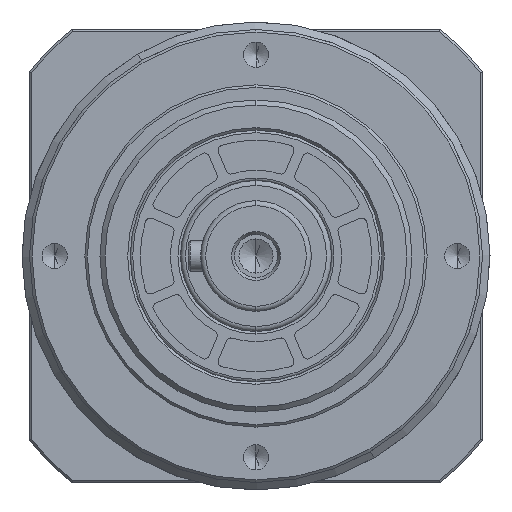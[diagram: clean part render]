
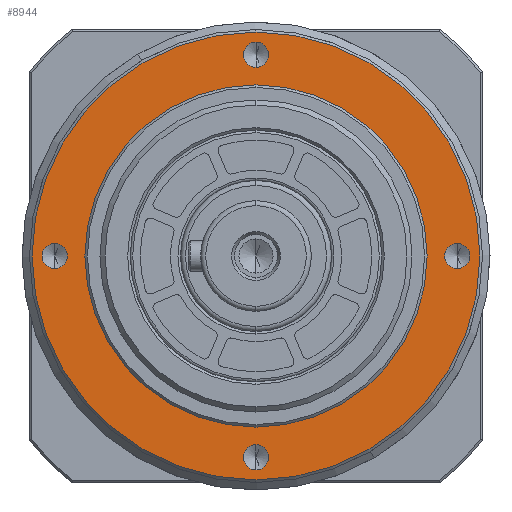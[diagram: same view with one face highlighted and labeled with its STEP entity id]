
A CAD part, left-side view. The second image highlights one B-rep face of the part: STEP entity #8944.
In plain terms, the highlighted face is planar.
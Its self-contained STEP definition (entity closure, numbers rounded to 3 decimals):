
#55 = AXIS2_PLACEMENT_3D ( 'NONE', #6666, #16414, #8082 ) ;
#715 = ORIENTED_EDGE ( 'NONE', *, *, #11039, .F. ) ;
#743 = ORIENTED_EDGE ( 'NONE', *, *, #2112, .F. ) ;
#750 = DIRECTION ( 'NONE',  ( 0., 0., -1. ) ) ;
#779 = DIRECTION ( 'NONE',  ( 0., 0., 1. ) ) ;
#807 = EDGE_CURVE ( 'NONE', #17237, #3277, #15689, .T. ) ;
#1267 = VERTEX_POINT ( 'NONE', #12891 ) ;
#1683 = CARTESIAN_POINT ( 'NONE',  ( 18., 0., -40. ) ) ;
#2112 = EDGE_CURVE ( 'NONE', #15907, #2403, #16290, .T. ) ;
#2238 = EDGE_CURVE ( 'NONE', #3277, #17237, #7591, .T. ) ;
#2403 = VERTEX_POINT ( 'NONE', #10440 ) ;
#2516 = CIRCLE ( 'NONE', #10803, 2.5 ) ;
#2572 = FACE_BOUND ( 'NONE', #14754, .T. ) ;
#2850 = DIRECTION ( 'NONE',  ( 0., 0., 1. ) ) ;
#2953 = CIRCLE ( 'NONE', #55, 2.5 ) ;
#3087 = DIRECTION ( 'NONE',  ( 0., 0., -1. ) ) ;
#3277 = VERTEX_POINT ( 'NONE', #11005 ) ;
#3376 = ORIENTED_EDGE ( 'NONE', *, *, #10508, .F. ) ;
#3497 = CARTESIAN_POINT ( 'NONE',  ( 18., 0., 40. ) ) ;
#3760 = EDGE_CURVE ( 'NONE', #16971, #10391, #12523, .T. ) ;
#3939 = CIRCLE ( 'NONE', #4275, 2.5 ) ;
#4011 = DIRECTION ( 'NONE',  ( 1., 0., 0. ) ) ;
#4041 = AXIS2_PLACEMENT_3D ( 'NONE', #12332, #4011, #13760 ) ;
#4183 = CARTESIAN_POINT ( 'NONE',  ( 18., -40., -2.5 ) ) ;
#4191 = PLANE ( 'NONE',  #17253 ) ;
#4205 = DIRECTION ( 'NONE',  ( -1., 0., 0. ) ) ;
#4275 = AXIS2_PLACEMENT_3D ( 'NONE', #3497, #13234, #4879 ) ;
#4879 = DIRECTION ( 'NONE',  ( 0., 0., -1. ) ) ;
#4882 = VERTEX_POINT ( 'NONE', #11155 ) ;
#5070 = EDGE_LOOP ( 'NONE', ( #13922, #8244 ) ) ;
#5144 = EDGE_CURVE ( 'NONE', #10391, #16971, #15089, .T. ) ;
#5268 = DIRECTION ( 'NONE',  ( 1., 0., 0. ) ) ;
#5445 = CARTESIAN_POINT ( 'NONE',  ( 18., 40., 0. ) ) ;
#5668 = AXIS2_PLACEMENT_3D ( 'NONE', #17472, #9103, #750 ) ;
#5748 = EDGE_LOOP ( 'NONE', ( #14181, #7762 ) ) ;
#5822 = FACE_BOUND ( 'NONE', #10725, .T. ) ;
#6045 = CIRCLE ( 'NONE', #11306, 34. ) ;
#6117 = EDGE_CURVE ( 'NONE', #2403, #15907, #8530, .T. ) ;
#6263 = FACE_BOUND ( 'NONE', #6687, .T. ) ;
#6542 = VERTEX_POINT ( 'NONE', #11415 ) ;
#6580 = CARTESIAN_POINT ( 'NONE',  ( 18., 0., 0. ) ) ;
#6666 = CARTESIAN_POINT ( 'NONE',  ( 18., 0., 40. ) ) ;
#6687 = EDGE_LOOP ( 'NONE', ( #743, #17194 ) ) ;
#6725 = CARTESIAN_POINT ( 'NONE',  ( 18., 0., 34. ) ) ;
#6759 = EDGE_CURVE ( 'NONE', #1267, #11835, #3939, .T. ) ;
#6858 = DIRECTION ( 'NONE',  ( 0., 0., -1. ) ) ;
#7190 = DIRECTION ( 'NONE',  ( -1., 0., 0. ) ) ;
#7296 = CARTESIAN_POINT ( 'NONE',  ( 18., 0., -40. ) ) ;
#7316 = AXIS2_PLACEMENT_3D ( 'NONE', #13610, #5268, #15000 ) ;
#7428 = ORIENTED_EDGE ( 'NONE', *, *, #13900, .T. ) ;
#7431 = ORIENTED_EDGE ( 'NONE', *, *, #2238, .F. ) ;
#7559 = VERTEX_POINT ( 'NONE', #16751 ) ;
#7591 = CIRCLE ( 'NONE', #15956, 2.5 ) ;
#7762 = ORIENTED_EDGE ( 'NONE', *, *, #3760, .T. ) ;
#7814 = CIRCLE ( 'NONE', #13296, 34. ) ;
#7969 = DIRECTION ( 'NONE',  ( 0., 0., 1. ) ) ;
#8082 = DIRECTION ( 'NONE',  ( 0., 0., -1. ) ) ;
#8244 = ORIENTED_EDGE ( 'NONE', *, *, #6759, .F. ) ;
#8345 = AXIS2_PLACEMENT_3D ( 'NONE', #1683, #11417, #3087 ) ;
#8530 = CIRCLE ( 'NONE', #4041, 2.5 ) ;
#8677 = DIRECTION ( 'NONE',  ( 0., 0., -1. ) ) ;
#8944 = ADVANCED_FACE ( 'NONE', ( #13242, #6263, #2572, #13677, #9520, #5822 ), #4191, .F. ) ;
#9103 = DIRECTION ( 'NONE',  ( 1., 0., 0. ) ) ;
#9133 = DIRECTION ( 'NONE',  ( 1., 0., 0. ) ) ;
#9315 = ORIENTED_EDGE ( 'NONE', *, *, #807, .F. ) ;
#9520 = FACE_OUTER_BOUND ( 'NONE', #5748, .T. ) ;
#9694 = AXIS2_PLACEMENT_3D ( 'NONE', #17498, #9133, #779 ) ;
#10130 = CARTESIAN_POINT ( 'NONE',  ( 18., 0., -37.5 ) ) ;
#10276 = EDGE_LOOP ( 'NONE', ( #3376, #715 ) ) ;
#10391 = VERTEX_POINT ( 'NONE', #12097 ) ;
#10440 = CARTESIAN_POINT ( 'NONE',  ( 18., -40., 2.5 ) ) ;
#10508 = EDGE_CURVE ( 'NONE', #7559, #4882, #2516, .T. ) ;
#10725 = EDGE_LOOP ( 'NONE', ( #7428, #16026 ) ) ;
#10803 = AXIS2_PLACEMENT_3D ( 'NONE', #5445, #15188, #6858 ) ;
#11005 = CARTESIAN_POINT ( 'NONE',  ( 18., 0., -42.5 ) ) ;
#11021 = AXIS2_PLACEMENT_3D ( 'NONE', #6580, #16312, #7969 ) ;
#11039 = EDGE_CURVE ( 'NONE', #4882, #7559, #13844, .T. ) ;
#11155 = CARTESIAN_POINT ( 'NONE',  ( 18., 40., 2.5 ) ) ;
#11180 = DIRECTION ( 'NONE',  ( -1., 0., 0. ) ) ;
#11306 = AXIS2_PLACEMENT_3D ( 'NONE', #15520, #7190, #16917 ) ;
#11375 = EDGE_CURVE ( 'NONE', #11835, #1267, #2953, .T. ) ;
#11415 = CARTESIAN_POINT ( 'NONE',  ( 18., 0., -34. ) ) ;
#11417 = DIRECTION ( 'NONE',  ( 1., 0., 0. ) ) ;
#11835 = VERTEX_POINT ( 'NONE', #16400 ) ;
#12097 = CARTESIAN_POINT ( 'NONE',  ( 18., 0., 44.5 ) ) ;
#12332 = CARTESIAN_POINT ( 'NONE',  ( 18., -40., 0. ) ) ;
#12517 = CARTESIAN_POINT ( 'NONE',  ( 18., 0., 0. ) ) ;
#12523 = CIRCLE ( 'NONE', #9694, 44.5 ) ;
#12891 = CARTESIAN_POINT ( 'NONE',  ( 18., 0., 42.5 ) ) ;
#13234 = DIRECTION ( 'NONE',  ( 1., 0., 0. ) ) ;
#13242 = FACE_BOUND ( 'NONE', #5070, .T. ) ;
#13296 = AXIS2_PLACEMENT_3D ( 'NONE', #12517, #4205, #13938 ) ;
#13610 = CARTESIAN_POINT ( 'NONE',  ( 18., 40., 0. ) ) ;
#13677 = FACE_BOUND ( 'NONE', #10276, .T. ) ;
#13760 = DIRECTION ( 'NONE',  ( 0., 0., -1. ) ) ;
#13844 = CIRCLE ( 'NONE', #7316, 2.5 ) ;
#13900 = EDGE_CURVE ( 'NONE', #15838, #6542, #7814, .T. ) ;
#13922 = ORIENTED_EDGE ( 'NONE', *, *, #11375, .F. ) ;
#13938 = DIRECTION ( 'NONE',  ( 0., 0., 1. ) ) ;
#14181 = ORIENTED_EDGE ( 'NONE', *, *, #5144, .T. ) ;
#14641 = EDGE_CURVE ( 'NONE', #6542, #15838, #6045, .T. ) ;
#14754 = EDGE_LOOP ( 'NONE', ( #7431, #9315 ) ) ;
#15000 = DIRECTION ( 'NONE',  ( 0., 0., -1. ) ) ;
#15005 = CARTESIAN_POINT ( 'NONE',  ( 18., 0., -44.5 ) ) ;
#15089 = CIRCLE ( 'NONE', #11021, 44.5 ) ;
#15188 = DIRECTION ( 'NONE',  ( 1., 0., 0. ) ) ;
#15318 = CARTESIAN_POINT ( 'NONE',  ( 18., 45., 0. ) ) ;
#15520 = CARTESIAN_POINT ( 'NONE',  ( 18., 0., 0. ) ) ;
#15689 = CIRCLE ( 'NONE', #8345, 2.5 ) ;
#15838 = VERTEX_POINT ( 'NONE', #6725 ) ;
#15907 = VERTEX_POINT ( 'NONE', #4183 ) ;
#15956 = AXIS2_PLACEMENT_3D ( 'NONE', #7296, #17040, #8677 ) ;
#16026 = ORIENTED_EDGE ( 'NONE', *, *, #14641, .T. ) ;
#16290 = CIRCLE ( 'NONE', #5668, 2.5 ) ;
#16312 = DIRECTION ( 'NONE',  ( 1., 0., 0. ) ) ;
#16400 = CARTESIAN_POINT ( 'NONE',  ( 18., 0., 37.5 ) ) ;
#16414 = DIRECTION ( 'NONE',  ( 1., 0., 0. ) ) ;
#16751 = CARTESIAN_POINT ( 'NONE',  ( 18., 40., -2.5 ) ) ;
#16917 = DIRECTION ( 'NONE',  ( 0., 0., 1. ) ) ;
#16971 = VERTEX_POINT ( 'NONE', #15005 ) ;
#17040 = DIRECTION ( 'NONE',  ( 1., 0., 0. ) ) ;
#17194 = ORIENTED_EDGE ( 'NONE', *, *, #6117, .F. ) ;
#17237 = VERTEX_POINT ( 'NONE', #10130 ) ;
#17253 = AXIS2_PLACEMENT_3D ( 'NONE', #15318, #11180, #2850 ) ;
#17472 = CARTESIAN_POINT ( 'NONE',  ( 18., -40., 0. ) ) ;
#17498 = CARTESIAN_POINT ( 'NONE',  ( 18., 0., 0. ) ) ;
